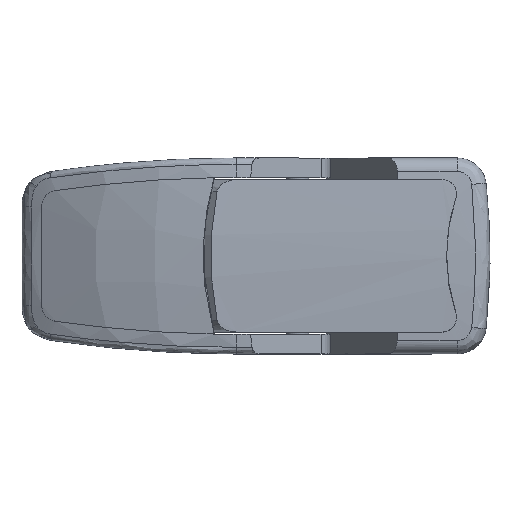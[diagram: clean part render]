
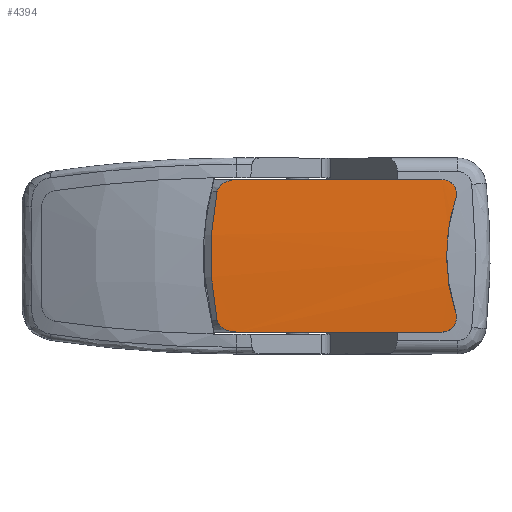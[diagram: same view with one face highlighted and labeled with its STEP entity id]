
A CAD part, top view. The second image highlights one B-rep face of the part: STEP entity #4394.
In plain terms, the highlighted cylindrical face has radius 150.3 mm (diameter 300.6 mm), a partial arc.
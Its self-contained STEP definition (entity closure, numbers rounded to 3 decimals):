
#132=B_SPLINE_CURVE_WITH_KNOTS('',3,(#8565,#8566,#8567,#8568,#8569,#8570,
#8571,#8572,#8573,#8574,#8575,#8576),.UNSPECIFIED.,.F.,.F.,(4,2,2,2,2,4),
(-0.379,-0.329,-0.278,-0.176,
-0.088,0.),.UNSPECIFIED.);
#137=B_SPLINE_CURVE_WITH_KNOTS('',3,(#8667,#8668,#8669,#8670,#8671,#8672,
#8673,#8674,#8675,#8676,#8677,#8678),.UNSPECIFIED.,.F.,.F.,(4,2,2,2,2,4),
(-0.304,-0.229,-0.152,-0.076,
-0.037,0.),.UNSPECIFIED.);
#142=B_SPLINE_CURVE_WITH_KNOTS('',3,(#8759,#8760,#8761,#8762,#8763,#8764,
#8765,#8766,#8767,#8768),.UNSPECIFIED.,.F.,.F.,(4,2,2,2,4),(16.065,
16.259,16.925,17.59,17.784),
 .UNSPECIFIED.);
#143=B_SPLINE_CURVE_WITH_KNOTS('',3,(#8772,#8773,#8774,#8775,#8776,#8777,
#8778,#8779,#8780,#8781,#8782,#8783),.UNSPECIFIED.,.F.,.F.,(4,2,2,2,2,4),
(0.603,0.679,0.754,0.829,
0.905,0.967),.UNSPECIFIED.);
#144=B_SPLINE_CURVE_WITH_KNOTS('',3,(#8785,#8786,#8787,#8788,#8789,#8790,
#8791,#8792,#8793,#8794),.UNSPECIFIED.,.F.,.F.,(4,2,2,2,4),(-4.546,
-4.246,-3.774,-3.303,-3.003),
 .UNSPECIFIED.);
#145=B_SPLINE_CURVE_WITH_KNOTS('',3,(#8795,#8796,#8797,#8798,#8799,#8800,
#8801,#8802,#8803,#8804,#8805,#8806),.UNSPECIFIED.,.F.,.F.,(4,2,2,2,2,4),
(0.843,0.905,0.98,1.056,
1.131,1.206),.UNSPECIFIED.);
#583=FACE_OUTER_BOUND('',#892,.T.);
#892=EDGE_LOOP('',(#3731,#3732,#3733,#3734,#3735,#3736,#3737,#3738));
#1184=LINE('',#8725,#1515);
#1197=LINE('',#8770,#1528);
#1515=VECTOR('',#5741,28.264);
#1528=VECTOR('',#5770,28.264);
#2097=VERTEX_POINT('',#8563);
#2098=VERTEX_POINT('',#8564);
#2112=VERTEX_POINT('',#8665);
#2113=VERTEX_POINT('',#8666);
#2117=VERTEX_POINT('',#8724);
#2131=VERTEX_POINT('',#8769);
#2132=VERTEX_POINT('',#8771);
#2133=VERTEX_POINT('',#8784);
#2645=EDGE_CURVE('',#2097,#2098,#132,.T.);
#2664=EDGE_CURVE('',#2112,#2113,#137,.T.);
#2673=EDGE_CURVE('',#2117,#2098,#1184,.T.);
#2691=EDGE_CURVE('',#2097,#2113,#142,.T.);
#2692=EDGE_CURVE('',#2112,#2131,#1197,.T.);
#2693=EDGE_CURVE('',#2131,#2132,#143,.T.);
#2694=EDGE_CURVE('',#2132,#2133,#144,.T.);
#2695=EDGE_CURVE('',#2133,#2117,#145,.T.);
#3731=ORIENTED_EDGE('',*,*,#2645,.F.);
#3732=ORIENTED_EDGE('',*,*,#2691,.T.);
#3733=ORIENTED_EDGE('',*,*,#2664,.F.);
#3734=ORIENTED_EDGE('',*,*,#2692,.T.);
#3735=ORIENTED_EDGE('',*,*,#2693,.T.);
#3736=ORIENTED_EDGE('',*,*,#2694,.T.);
#3737=ORIENTED_EDGE('',*,*,#2695,.T.);
#3738=ORIENTED_EDGE('',*,*,#2673,.T.);
#4184=CYLINDRICAL_SURFACE('',#4790,150.3);
#4394=ADVANCED_FACE('',(#583),#4184,.T.);
#4790=AXIS2_PLACEMENT_3D('',#8758,#5768,#5769);
#5741=DIRECTION('',(-1.,0.,0.));
#5768=DIRECTION('center_axis',(-1.,0.,0.));
#5769=DIRECTION('ref_axis',(0.,-0.996,-0.09));
#5770=DIRECTION('',(1.,0.,0.));
#8563=CARTESIAN_POINT('',(-20.113,17.739,-8.86));
#8564=CARTESIAN_POINT('',(-17.391,17.633,-10.5));
#8565=CARTESIAN_POINT('Ctrl Pts',(-20.113,17.739,-8.86));
#8566=CARTESIAN_POINT('Ctrl Pts',(-20.087,17.731,-8.991));
#8567=CARTESIAN_POINT('Ctrl Pts',(-20.041,17.723,-9.117));
#8568=CARTESIAN_POINT('Ctrl Pts',(-19.917,17.708,-9.359));
#8569=CARTESIAN_POINT('Ctrl Pts',(-19.838,17.701,-9.473));
#8570=CARTESIAN_POINT('Ctrl Pts',(-19.568,17.681,-9.788));
#8571=CARTESIAN_POINT('Ctrl Pts',(-19.334,17.669,-9.972));
#8572=CARTESIAN_POINT('Ctrl Pts',(-18.814,17.65,-10.245));
#8573=CARTESIAN_POINT('Ctrl Pts',(-18.548,17.644,-10.34));
#8574=CARTESIAN_POINT('Ctrl Pts',(-17.978,17.635,-10.468));
#8575=CARTESIAN_POINT('Ctrl Pts',(-17.683,17.633,-10.5));
#8576=CARTESIAN_POINT('Ctrl Pts',(-17.391,17.633,-10.5));
#8665=CARTESIAN_POINT('',(-17.391,17.633,10.5));
#8666=CARTESIAN_POINT('',(-20.113,17.739,8.86));
#8667=CARTESIAN_POINT('Ctrl Pts',(-17.391,17.633,10.5));
#8668=CARTESIAN_POINT('Ctrl Pts',(-17.705,17.633,10.5));
#8669=CARTESIAN_POINT('Ctrl Pts',(-18.024,17.635,10.463));
#8670=CARTESIAN_POINT('Ctrl Pts',(-18.638,17.646,10.313));
#8671=CARTESIAN_POINT('Ctrl Pts',(-18.916,17.653,10.204));
#8672=CARTESIAN_POINT('Ctrl Pts',(-19.416,17.673,9.91));
#8673=CARTESIAN_POINT('Ctrl Pts',(-19.625,17.685,9.732));
#8674=CARTESIAN_POINT('Ctrl Pts',(-19.866,17.704,9.433));
#8675=CARTESIAN_POINT('Ctrl Pts',(-19.936,17.71,9.325));
#8676=CARTESIAN_POINT('Ctrl Pts',(-20.047,17.724,9.099));
#8677=CARTESIAN_POINT('Ctrl Pts',(-20.089,17.731,8.982));
#8678=CARTESIAN_POINT('Ctrl Pts',(-20.113,17.739,8.86));
#8724=CARTESIAN_POINT('',(10.873,17.633,-10.5));
#8725=CARTESIAN_POINT('',(-26.,17.633,-10.5));
#8758=CARTESIAN_POINT('Origin',(-26.,-132.3,0.));
#8759=CARTESIAN_POINT('Ctrl Pts',(-20.113,17.739,-8.86));
#8760=CARTESIAN_POINT('Ctrl Pts',(-20.25,17.778,-8.187));
#8761=CARTESIAN_POINT('Ctrl Pts',(-20.37,17.814,-7.512));
#8762=CARTESIAN_POINT('Ctrl Pts',(-20.832,17.95,-4.525));
#8763=CARTESIAN_POINT('Ctrl Pts',(-21.,18.,-2.219));
#8764=CARTESIAN_POINT('Ctrl Pts',(-21.,18.,2.219));
#8765=CARTESIAN_POINT('Ctrl Pts',(-20.832,17.95,4.525));
#8766=CARTESIAN_POINT('Ctrl Pts',(-20.37,17.814,7.512));
#8767=CARTESIAN_POINT('Ctrl Pts',(-20.25,17.778,8.187));
#8768=CARTESIAN_POINT('Ctrl Pts',(-20.113,17.739,8.86));
#8769=CARTESIAN_POINT('',(10.873,17.633,10.5));
#8770=CARTESIAN_POINT('',(-26.,17.633,10.5));
#8771=CARTESIAN_POINT('',(12.771,17.794,7.87));
#8772=CARTESIAN_POINT('Ctrl Pts',(10.873,17.633,10.5));
#8773=CARTESIAN_POINT('Ctrl Pts',(11.124,17.633,10.5));
#8774=CARTESIAN_POINT('Ctrl Pts',(11.392,17.636,10.45));
#8775=CARTESIAN_POINT('Ctrl Pts',(11.884,17.65,10.246));
#8776=CARTESIAN_POINT('Ctrl Pts',(12.109,17.661,10.092));
#8777=CARTESIAN_POINT('Ctrl Pts',(12.464,17.684,9.737));
#8778=CARTESIAN_POINT('Ctrl Pts',(12.618,17.699,9.512));
#8779=CARTESIAN_POINT('Ctrl Pts',(12.823,17.729,9.019));
#8780=CARTESIAN_POINT('Ctrl Pts',(12.873,17.745,8.751));
#8781=CARTESIAN_POINT('Ctrl Pts',(12.873,17.771,8.294));
#8782=CARTESIAN_POINT('Ctrl Pts',(12.84,17.783,8.077));
#8783=CARTESIAN_POINT('Ctrl Pts',(12.771,17.794,7.87));
#8784=CARTESIAN_POINT('',(12.771,17.794,-7.87));
#8785=CARTESIAN_POINT('Ctrl Pts',(12.771,17.794,7.87));
#8786=CARTESIAN_POINT('Ctrl Pts',(12.438,17.846,6.865));
#8787=CARTESIAN_POINT('Ctrl Pts',(12.169,17.89,5.841));
#8788=CARTESIAN_POINT('Ctrl Pts',(11.651,17.975,3.198));
#8789=CARTESIAN_POINT('Ctrl Pts',(11.5,18.,1.573));
#8790=CARTESIAN_POINT('Ctrl Pts',(11.5,18.,-1.573));
#8791=CARTESIAN_POINT('Ctrl Pts',(11.651,17.975,-3.198));
#8792=CARTESIAN_POINT('Ctrl Pts',(12.169,17.89,-5.841));
#8793=CARTESIAN_POINT('Ctrl Pts',(12.438,17.846,-6.865));
#8794=CARTESIAN_POINT('Ctrl Pts',(12.771,17.794,-7.87));
#8795=CARTESIAN_POINT('Ctrl Pts',(12.771,17.794,-7.87));
#8796=CARTESIAN_POINT('Ctrl Pts',(12.84,17.783,-8.077));
#8797=CARTESIAN_POINT('Ctrl Pts',(12.873,17.771,-8.294));
#8798=CARTESIAN_POINT('Ctrl Pts',(12.873,17.745,-8.751));
#8799=CARTESIAN_POINT('Ctrl Pts',(12.823,17.729,-9.019));
#8800=CARTESIAN_POINT('Ctrl Pts',(12.618,17.699,-9.512));
#8801=CARTESIAN_POINT('Ctrl Pts',(12.464,17.684,-9.737));
#8802=CARTESIAN_POINT('Ctrl Pts',(12.109,17.661,-10.092));
#8803=CARTESIAN_POINT('Ctrl Pts',(11.884,17.65,-10.246));
#8804=CARTESIAN_POINT('Ctrl Pts',(11.392,17.636,-10.45));
#8805=CARTESIAN_POINT('Ctrl Pts',(11.124,17.633,-10.5));
#8806=CARTESIAN_POINT('Ctrl Pts',(10.873,17.633,-10.5));
